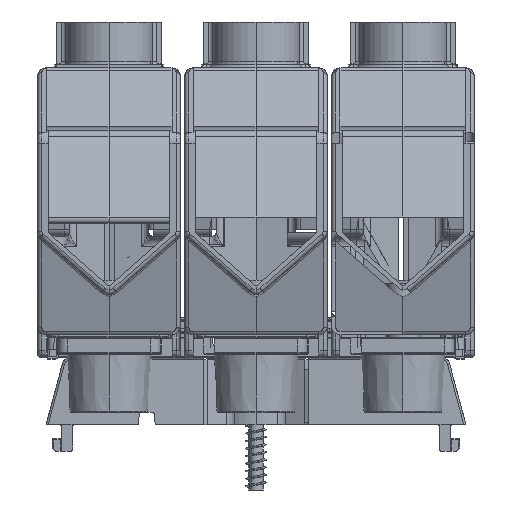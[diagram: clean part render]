
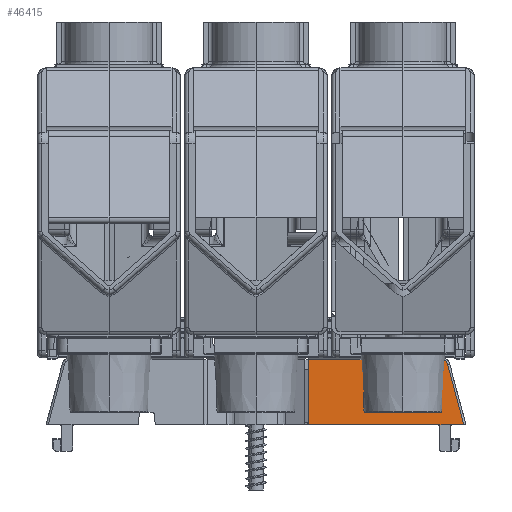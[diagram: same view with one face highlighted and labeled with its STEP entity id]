
A CAD part, front view. The second image highlights one B-rep face of the part: STEP entity #46415.
In plain terms, the highlighted planar face has unit normal (0, -1, 0.018).
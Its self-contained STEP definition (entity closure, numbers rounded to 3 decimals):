
#571 = DIRECTION ( 'NONE',  ( 0.004, 0.017, 1. ) ) ;
#1948 = CARTESIAN_POINT ( 'NONE',  ( 49.47, -29.999, -15.945 ) ) ;
#1974 = CARTESIAN_POINT ( 'NONE',  ( 44.178, -29.729, -0.491 ) ) ;
#2582 = EDGE_CURVE ( 'NONE', #67920, #56088, #36075, .T. ) ;
#5832 = CARTESIAN_POINT ( 'NONE',  ( 44.178, -29.729, -0.491 ) ) ;
#7368 = CARTESIAN_POINT ( 'NONE',  ( 45.363, -29.739, -1.068 ) ) ;
#8296 = LINE ( 'NONE', #62417, #72490 ) ;
#8399 = ORIENTED_EDGE ( 'NONE', *, *, #113229, .F. ) ;
#10511 = CARTESIAN_POINT ( 'NONE',  ( 50., -30., -16. ) ) ;
#10650 = VECTOR ( 'NONE', #571, 1000. ) ;
#10662 = EDGE_CURVE ( 'NONE', #64286, #88546, #79934, .T. ) ;
#11066 = DIRECTION ( 'NONE',  ( -1., 0., -0.017 ) ) ;
#11753 = VECTOR ( 'NONE', #116595, 1000. ) ;
#15656 = ORIENTED_EDGE ( 'NONE', *, *, #106927, .F. ) ;
#16515 = CARTESIAN_POINT ( 'NONE',  ( 45.522, -29.744, -1.32 ) ) ;
#19813 = VECTOR ( 'NONE', #33376, 1000. ) ;
#23788 = CARTESIAN_POINT ( 'NONE',  ( 50., -30., -16. ) ) ;
#23979 = EDGE_CURVE ( 'NONE', #34753, #88546, #77744, .T. ) ;
#25312 = VECTOR ( 'NONE', #104841, 1000. ) ;
#25747 = CARTESIAN_POINT ( 'NONE',  ( 45.614, -29.748, -1.554 ) ) ;
#26800 = AXIS2_PLACEMENT_3D ( 'NONE', #10511, #28902, #92723 ) ;
#28902 = DIRECTION ( 'NONE',  ( 0., 1., -0.017 ) ) ;
#30053 =( BOUNDED_CURVE ( )  B_SPLINE_CURVE ( 3, ( #5832, #50960, #89168, #34540, #98346, #43781, #107606, #52907, #116818, #62039, #7368, #71182, #16515, #80349, #25747, #89558 ),
 .UNSPECIFIED., .F., .F. ) 
 B_SPLINE_CURVE_WITH_KNOTS ( ( 4, 1, 1, 1, 1, 1, 1, 1, 1, 1, 1, 1, 1, 4 ),
 ( 0., 0.081, 0.161, 0.239, 0.315, 0.391, 0.467, 0.543, 0.618, 0.694, 0.77, 0.846, 0.922, 1. ),
 .UNSPECIFIED. ) 
 CURVE ( )  GEOMETRIC_REPRESENTATION_ITEM ( )  RATIONAL_B_SPLINE_CURVE ( ( 1.17, 1.17, 1.17, 1.17, 1.17, 1.17, 1.17, 1.17, 1.17, 1.17, 1.17, 1.17, 1.17, 1.17, 1.17, 1.17 ) ) 
 REPRESENTATION_ITEM ( '' )  );
#31241 = ORIENTED_EDGE ( 'NONE', *, *, #110246, .F. ) ;
#33376 = DIRECTION ( 'NONE',  ( -1., 0., 0. ) ) ;
#33666 = ORIENTED_EDGE ( 'NONE', *, *, #2582, .F. ) ;
#34540 = CARTESIAN_POINT ( 'NONE',  ( 44.492, -29.73, -0.522 ) ) ;
#34753 = VERTEX_POINT ( 'NONE', #76571 ) ;
#36075 = LINE ( 'NONE', #52277, #11753 ) ;
#39413 = CARTESIAN_POINT ( 'NONE',  ( 46.561, -30., -15.997 ) ) ;
#43781 = CARTESIAN_POINT ( 'NONE',  ( 44.78, -29.731, -0.615 ) ) ;
#44207 = LINE ( 'NONE', #23788, #19813 ) ;
#46415 = ADVANCED_FACE ( 'NONE', ( #102396 ), #100733, .F. ) ;
#46773 = LINE ( 'NONE', #49786, #25312 ) ;
#47433 = CARTESIAN_POINT ( 'NONE',  ( 43.305, -30., -16. ) ) ;
#49786 = CARTESIAN_POINT ( 'NONE',  ( 45.627, -29.749, -1.603 ) ) ;
#50960 = CARTESIAN_POINT ( 'NONE',  ( 44.231, -29.729, -0.491 ) ) ;
#52277 = CARTESIAN_POINT ( 'NONE',  ( 44.196, -29.729, -0.491 ) ) ;
#52907 = CARTESIAN_POINT ( 'NONE',  ( 45.04, -29.734, -0.761 ) ) ;
#56088 = VERTEX_POINT ( 'NONE', #1974 ) ;
#57705 = CARTESIAN_POINT ( 'NONE',  ( 46.595, -30., -15.995 ) ) ;
#60532 = CARTESIAN_POINT ( 'NONE',  ( 46.595, -30., -15.995 ) ) ;
#61009 = ORIENTED_EDGE ( 'NONE', *, *, #23979, .F. ) ;
#62039 = CARTESIAN_POINT ( 'NONE',  ( 45.266, -29.737, -0.955 ) ) ;
#62417 = CARTESIAN_POINT ( 'NONE',  ( 50., -30., -16. ) ) ;
#63884 = CARTESIAN_POINT ( 'NONE',  ( 46.544, -30., -16. ) ) ;
#64286 = VERTEX_POINT ( 'NONE', #63884 ) ;
#67920 = VERTEX_POINT ( 'NONE', #116540 ) ;
#71157 = VERTEX_POINT ( 'NONE', #107813 ) ;
#71182 = CARTESIAN_POINT ( 'NONE',  ( 45.449, -29.741, -1.19 ) ) ;
#72490 = VECTOR ( 'NONE', #117187, 1000. ) ;
#72721 = EDGE_LOOP ( 'NONE', ( #61009, #31241, #84126, #33666, #8399, #15656, #97868, #103037 ) ) ;
#76571 = CARTESIAN_POINT ( 'NONE',  ( 49.47, -29.999, -15.945 ) ) ;
#77744 = LINE ( 'NONE', #1948, #99181 ) ;
#79934 =( BOUNDED_CURVE ( )  B_SPLINE_CURVE ( 3, ( #103251, #39413, #112466, #57705 ),
 .UNSPECIFIED., .F., .T. ) 
 B_SPLINE_CURVE_WITH_KNOTS ( ( 4, 4 ),
 ( 6.097, 6.266 ),
 .UNSPECIFIED. ) 
 CURVE ( )  GEOMETRIC_REPRESENTATION_ITEM ( )  RATIONAL_B_SPLINE_CURVE ( ( 1., 0.998, 0.998, 1. ) ) 
 REPRESENTATION_ITEM ( '' )  );
#80349 = CARTESIAN_POINT ( 'NONE',  ( 45.583, -29.746, -1.458 ) ) ;
#84126 = ORIENTED_EDGE ( 'NONE', *, *, #110385, .F. ) ;
#88546 = VERTEX_POINT ( 'NONE', #60532 ) ;
#89168 = CARTESIAN_POINT ( 'NONE',  ( 44.337, -29.729, -0.497 ) ) ;
#89558 = CARTESIAN_POINT ( 'NONE',  ( 45.627, -29.749, -1.603 ) ) ;
#92723 = DIRECTION ( 'NONE',  ( 0., 0.017, 1. ) ) ;
#97868 = ORIENTED_EDGE ( 'NONE', *, *, #105146, .F. ) ;
#98346 = CARTESIAN_POINT ( 'NONE',  ( 44.64, -29.731, -0.561 ) ) ;
#99181 = VECTOR ( 'NONE', #11066, 1000. ) ;
#100663 = CARTESIAN_POINT ( 'NONE',  ( 12.472, -30., -16. ) ) ;
#100733 = PLANE ( 'NONE',  #26800 ) ;
#102396 = FACE_OUTER_BOUND ( 'NONE', #72721, .T. ) ;
#103037 = ORIENTED_EDGE ( 'NONE', *, *, #10662, .T. ) ;
#103251 = CARTESIAN_POINT ( 'NONE',  ( 46.544, -30., -16. ) ) ;
#104841 = DIRECTION ( 'NONE',  ( 0.259, -0.017, -0.966 ) ) ;
#105146 = EDGE_CURVE ( 'NONE', #64286, #110071, #44207, .T. ) ;
#106927 = EDGE_CURVE ( 'NONE', #110071, #71157, #8296, .T. ) ;
#107606 = CARTESIAN_POINT ( 'NONE',  ( 44.914, -29.733, -0.681 ) ) ;
#107813 = CARTESIAN_POINT ( 'NONE',  ( 12.472, -30., -16. ) ) ;
#107840 = LINE ( 'NONE', #100663, #10650 ) ;
#110071 = VERTEX_POINT ( 'NONE', #47433 ) ;
#110246 = EDGE_CURVE ( 'NONE', #112770, #34753, #46773, .T. ) ;
#110385 = EDGE_CURVE ( 'NONE', #56088, #112770, #30053, .T. ) ;
#111324 = CARTESIAN_POINT ( 'NONE',  ( 45.627, -29.749, -1.603 ) ) ;
#112466 = CARTESIAN_POINT ( 'NONE',  ( 46.578, -30., -15.995 ) ) ;
#112770 = VERTEX_POINT ( 'NONE', #111324 ) ;
#113229 = EDGE_CURVE ( 'NONE', #71157, #67920, #107840, .T. ) ;
#116540 = CARTESIAN_POINT ( 'NONE',  ( 12.536, -29.729, -0.491 ) ) ;
#116595 = DIRECTION ( 'NONE',  ( 1., 0., 0. ) ) ;
#116818 = CARTESIAN_POINT ( 'NONE',  ( 45.158, -29.736, -0.852 ) ) ;
#117187 = DIRECTION ( 'NONE',  ( -1., 0., 0. ) ) ;
